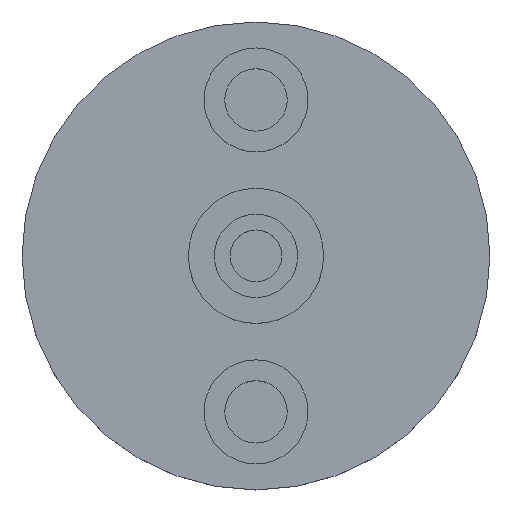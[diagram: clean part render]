
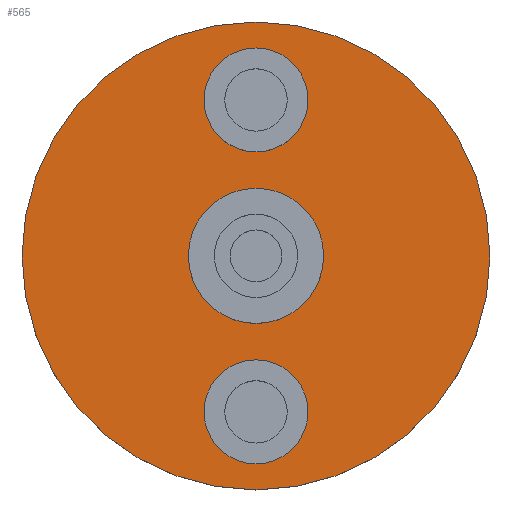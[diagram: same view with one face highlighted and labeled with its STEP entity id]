
A CAD part, top view. The second image highlights one B-rep face of the part: STEP entity #565.
In plain terms, the highlighted planar face has unit normal (0, 0, 1).
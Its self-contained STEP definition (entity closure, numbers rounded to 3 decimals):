
#8 = CARTESIAN_POINT ( 'NONE',  ( 0., -30., 10. ) ) ;
#16 = CIRCLE ( 'NONE', #48, 10. ) ;
#20 = CARTESIAN_POINT ( 'NONE',  ( 45., 0., 10. ) ) ;
#38 = DIRECTION ( 'NONE',  ( 1., 0., 0. ) ) ;
#45 = DIRECTION ( 'NONE',  ( 0., 0., 1. ) ) ;
#48 = AXIS2_PLACEMENT_3D ( 'NONE', #487, #331, #426 ) ;
#52 = DIRECTION ( 'NONE',  ( 0., 0., 1. ) ) ;
#69 = DIRECTION ( 'NONE',  ( 1., 0., 0. ) ) ;
#71 = DIRECTION ( 'NONE',  ( 0., 0., 1. ) ) ;
#74 = AXIS2_PLACEMENT_3D ( 'NONE', #504, #305, #566 ) ;
#80 = DIRECTION ( 'NONE',  ( 1., 0., 0. ) ) ;
#84 = DIRECTION ( 'NONE',  ( 1., 0., 0. ) ) ;
#87 = CIRCLE ( 'NONE', #178, 13. ) ;
#91 = FACE_BOUND ( 'NONE', #275, .T. ) ;
#94 = ORIENTED_EDGE ( 'NONE', *, *, #423, .F. ) ;
#97 = DIRECTION ( 'NONE',  ( 0., 0., 1. ) ) ;
#101 = CARTESIAN_POINT ( 'NONE',  ( 10., -30., 10. ) ) ;
#110 = ORIENTED_EDGE ( 'NONE', *, *, #455, .F. ) ;
#128 = AXIS2_PLACEMENT_3D ( 'NONE', #446, #186, #38 ) ;
#141 = VERTEX_POINT ( 'NONE', #219 ) ;
#142 = AXIS2_PLACEMENT_3D ( 'NONE', #460, #97, #428 ) ;
#144 = CIRCLE ( 'NONE', #142, 10. ) ;
#157 = EDGE_CURVE ( 'NONE', #594, #427, #16, .T. ) ;
#178 = AXIS2_PLACEMENT_3D ( 'NONE', #306, #52, #624 ) ;
#186 = DIRECTION ( 'NONE',  ( 0., 0., 1. ) ) ;
#208 = EDGE_CURVE ( 'NONE', #419, #558, #368, .T. ) ;
#219 = CARTESIAN_POINT ( 'NONE',  ( -13., 0., 10. ) ) ;
#227 = VERTEX_POINT ( 'NONE', #20 ) ;
#229 = VERTEX_POINT ( 'NONE', #581 ) ;
#232 = EDGE_LOOP ( 'NONE', ( #645, #94 ) ) ;
#237 = EDGE_LOOP ( 'NONE', ( #648, #246 ) ) ;
#245 = CIRCLE ( 'NONE', #128, 13. ) ;
#246 = ORIENTED_EDGE ( 'NONE', *, *, #365, .T. ) ;
#252 = FACE_BOUND ( 'NONE', #232, .T. ) ;
#271 = DIRECTION ( 'NONE',  ( 0., 0., 1. ) ) ;
#275 = EDGE_LOOP ( 'NONE', ( #668, #406 ) ) ;
#305 = DIRECTION ( 'NONE',  ( 0., 0., 1. ) ) ;
#306 = CARTESIAN_POINT ( 'NONE',  ( 0., 0., 10. ) ) ;
#311 = CIRCLE ( 'NONE', #575, 45. ) ;
#322 = EDGE_CURVE ( 'NONE', #141, #654, #245, .T. ) ;
#331 = DIRECTION ( 'NONE',  ( 0., 0., 1. ) ) ;
#333 = AXIS2_PLACEMENT_3D ( 'NONE', #366, #45, #533 ) ;
#336 = EDGE_CURVE ( 'NONE', #229, #227, #441, .T. ) ;
#365 = EDGE_CURVE ( 'NONE', #227, #229, #311, .T. ) ;
#366 = CARTESIAN_POINT ( 'NONE',  ( 0., 30., 10. ) ) ;
#368 = CIRCLE ( 'NONE', #421, 10. ) ;
#376 = AXIS2_PLACEMENT_3D ( 'NONE', #600, #71, #80 ) ;
#402 = CARTESIAN_POINT ( 'NONE',  ( 0., 0., 10. ) ) ;
#403 = EDGE_LOOP ( 'NONE', ( #110, #598 ) ) ;
#406 = ORIENTED_EDGE ( 'NONE', *, *, #157, .F. ) ;
#412 = FACE_OUTER_BOUND ( 'NONE', #237, .T. ) ;
#416 = CARTESIAN_POINT ( 'NONE',  ( -10., 30., 10. ) ) ;
#419 = VERTEX_POINT ( 'NONE', #101 ) ;
#421 = AXIS2_PLACEMENT_3D ( 'NONE', #8, #271, #69 ) ;
#423 = EDGE_CURVE ( 'NONE', #654, #141, #87, .T. ) ;
#426 = DIRECTION ( 'NONE',  ( 1., 0., 0. ) ) ;
#427 = VERTEX_POINT ( 'NONE', #416 ) ;
#428 = DIRECTION ( 'NONE',  ( 1., 0., 0. ) ) ;
#431 = CIRCLE ( 'NONE', #333, 10. ) ;
#441 = CIRCLE ( 'NONE', #376, 45. ) ;
#446 = CARTESIAN_POINT ( 'NONE',  ( 0., 0., 10. ) ) ;
#455 = EDGE_CURVE ( 'NONE', #558, #419, #144, .T. ) ;
#459 = PLANE ( 'NONE',  #74 ) ;
#460 = CARTESIAN_POINT ( 'NONE',  ( 0., -30., 10. ) ) ;
#487 = CARTESIAN_POINT ( 'NONE',  ( 0., 30., 10. ) ) ;
#501 = EDGE_CURVE ( 'NONE', #427, #594, #431, .T. ) ;
#504 = CARTESIAN_POINT ( 'NONE',  ( 0., 0., 10. ) ) ;
#507 = CARTESIAN_POINT ( 'NONE',  ( 10., 30., 10. ) ) ;
#533 = DIRECTION ( 'NONE',  ( 1., 0., 0. ) ) ;
#558 = VERTEX_POINT ( 'NONE', #626 ) ;
#559 = DIRECTION ( 'NONE',  ( 0., 0., 1. ) ) ;
#565 = ADVANCED_FACE ( 'NONE', ( #662, #91, #252, #412 ), #459, .T. ) ;
#566 = DIRECTION ( 'NONE',  ( 1., 0., 0. ) ) ;
#575 = AXIS2_PLACEMENT_3D ( 'NONE', #402, #559, #84 ) ;
#581 = CARTESIAN_POINT ( 'NONE',  ( -45., 0., 10. ) ) ;
#594 = VERTEX_POINT ( 'NONE', #507 ) ;
#598 = ORIENTED_EDGE ( 'NONE', *, *, #208, .F. ) ;
#600 = CARTESIAN_POINT ( 'NONE',  ( 0., 0., 10. ) ) ;
#623 = CARTESIAN_POINT ( 'NONE',  ( 13., 0., 10. ) ) ;
#624 = DIRECTION ( 'NONE',  ( 1., 0., 0. ) ) ;
#626 = CARTESIAN_POINT ( 'NONE',  ( -10., -30., 10. ) ) ;
#645 = ORIENTED_EDGE ( 'NONE', *, *, #322, .F. ) ;
#648 = ORIENTED_EDGE ( 'NONE', *, *, #336, .T. ) ;
#654 = VERTEX_POINT ( 'NONE', #623 ) ;
#662 = FACE_BOUND ( 'NONE', #403, .T. ) ;
#668 = ORIENTED_EDGE ( 'NONE', *, *, #501, .F. ) ;
